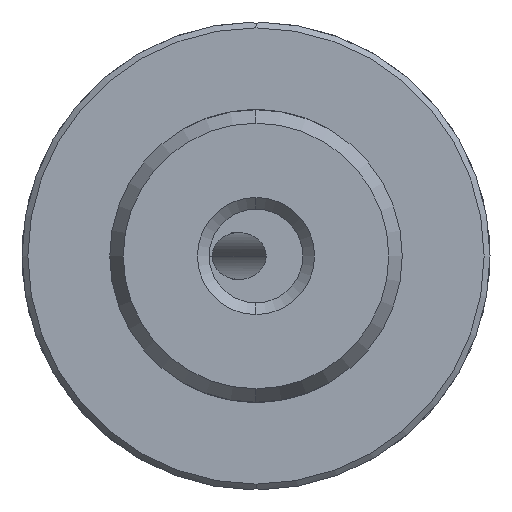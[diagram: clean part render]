
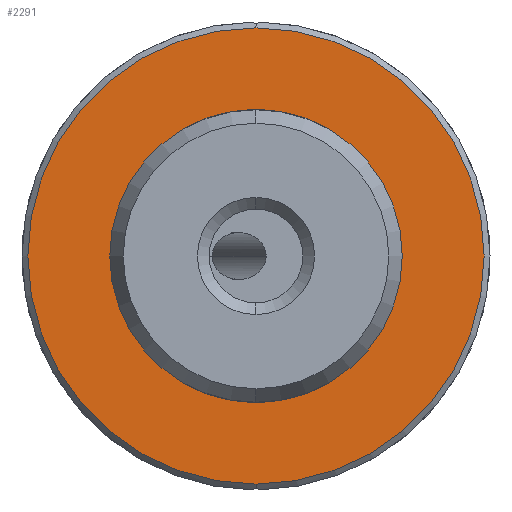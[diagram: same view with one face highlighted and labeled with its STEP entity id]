
A CAD part, left-side view. The second image highlights one B-rep face of the part: STEP entity #2291.
In plain terms, the highlighted planar face has unit normal (-1, 0, 0).
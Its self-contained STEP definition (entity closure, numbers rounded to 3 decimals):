
#12 = VERTEX_POINT ( 'NONE', #3382 ) ;
#39 = DIRECTION ( 'NONE',  ( 0., 0., 1. ) ) ;
#99 = VERTEX_POINT ( 'NONE', #2523 ) ;
#277 = EDGE_CURVE ( 'NONE', #12, #990, #2478, .T. ) ;
#328 = EDGE_LOOP ( 'NONE', ( #2107, #3396 ) ) ;
#614 = DIRECTION ( 'NONE',  ( 0., 0., -1. ) ) ;
#618 = DIRECTION ( 'NONE',  ( -1., 0., 0. ) ) ;
#619 = CARTESIAN_POINT ( 'NONE',  ( 0., 0., 0. ) ) ;
#873 = DIRECTION ( 'NONE',  ( 0., 0., -1. ) ) ;
#875 = DIRECTION ( 'NONE',  ( 1., 0., 0. ) ) ;
#876 = CARTESIAN_POINT ( 'NONE',  ( 0., 12.5, 0. ) ) ;
#881 = PLANE ( 'NONE',  #1724 ) ;
#887 = FACE_BOUND ( 'NONE', #328, .T. ) ;
#894 = FACE_OUTER_BOUND ( 'NONE', #2734, .T. ) ;
#990 = VERTEX_POINT ( 'NONE', #1284 ) ;
#1185 = EDGE_CURVE ( 'NONE', #990, #12, #1221, .T. ) ;
#1221 = CIRCLE ( 'NONE', #1239, 12.5 ) ;
#1239 = AXIS2_PLACEMENT_3D ( 'NONE', #2147, #2044, #2370 ) ;
#1284 = CARTESIAN_POINT ( 'NONE',  ( 0., 0., 12.5 ) ) ;
#1366 = CIRCLE ( 'NONE', #3129, 19.5 ) ;
#1523 = DIRECTION ( 'NONE',  ( 0., 0., -1. ) ) ;
#1524 = DIRECTION ( 'NONE',  ( -1., 0., 0. ) ) ;
#1529 = CARTESIAN_POINT ( 'NONE',  ( 0., 0., 0. ) ) ;
#1724 = AXIS2_PLACEMENT_3D ( 'NONE', #876, #875, #873 ) ;
#1853 = ORIENTED_EDGE ( 'NONE', *, *, #3254, .T. ) ;
#2044 = DIRECTION ( 'NONE',  ( -1., 0., 0. ) ) ;
#2107 = ORIENTED_EDGE ( 'NONE', *, *, #1185, .F. ) ;
#2147 = CARTESIAN_POINT ( 'NONE',  ( 0., 0., 0. ) ) ;
#2291 = ADVANCED_FACE ( 'NONE', ( #894, #887 ), #881, .F. ) ;
#2370 = DIRECTION ( 'NONE',  ( 0., 0., 1. ) ) ;
#2414 = AXIS2_PLACEMENT_3D ( 'NONE', #619, #618, #614 ) ;
#2478 = CIRCLE ( 'NONE', #2529, 12.5 ) ;
#2523 = CARTESIAN_POINT ( 'NONE',  ( 0., 0., 19.5 ) ) ;
#2529 = AXIS2_PLACEMENT_3D ( 'NONE', #2583, #2568, #39 ) ;
#2568 = DIRECTION ( 'NONE',  ( -1., 0., 0. ) ) ;
#2583 = CARTESIAN_POINT ( 'NONE',  ( 0., 0., 0. ) ) ;
#2734 = EDGE_LOOP ( 'NONE', ( #1853, #3204 ) ) ;
#2804 = VERTEX_POINT ( 'NONE', #3264 ) ;
#2816 = CIRCLE ( 'NONE', #2414, 19.5 ) ;
#3129 = AXIS2_PLACEMENT_3D ( 'NONE', #1529, #1524, #1523 ) ;
#3204 = ORIENTED_EDGE ( 'NONE', *, *, #3439, .T. ) ;
#3254 = EDGE_CURVE ( 'NONE', #2804, #99, #1366, .T. ) ;
#3264 = CARTESIAN_POINT ( 'NONE',  ( 0., 0., -19.5 ) ) ;
#3382 = CARTESIAN_POINT ( 'NONE',  ( 0., 0., -12.5 ) ) ;
#3396 = ORIENTED_EDGE ( 'NONE', *, *, #277, .F. ) ;
#3439 = EDGE_CURVE ( 'NONE', #99, #2804, #2816, .T. ) ;
